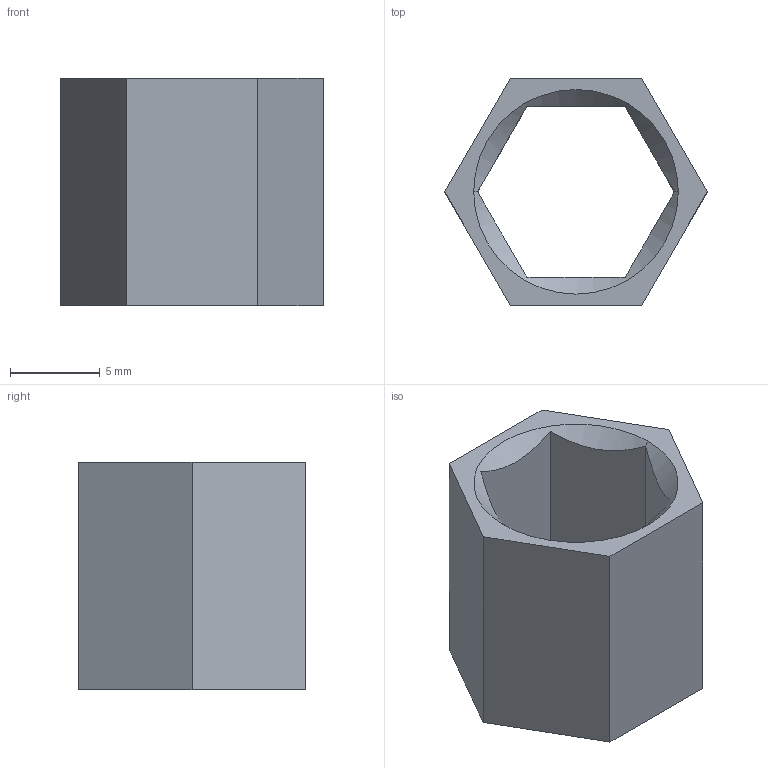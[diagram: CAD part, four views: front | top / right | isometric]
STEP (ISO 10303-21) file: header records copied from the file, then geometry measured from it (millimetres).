
FILE_DESCRIPTION (( 'STEP AP214' ), '1' );
FILE_NAME ('am-3832_short 375H to 500H Adapter 500 long.STEP', '2020-10-28T15:12:23', ( '' ), ( '' ), 'SwSTEP 2.0', 'SolidWorks 2019', '' );
FILE_SCHEMA (( 'AUTOMOTIVE_DESIGN' ));
Length unit declared in the file: inch
Products named in the file (1): am-3832_short 375H to 500H Adapter 500 long
Bounding box: 14.66 x 12.7 x 12.7 mm (x, y, z)
Volume: 757.8 mm3; surface area: 1073.7 mm2
Topology: 1 solids, 1 shells, 18 faces, 44 edges, 28 vertices
Faces by surface type: plane 14, cone 4
Entity records: 680 total; most frequent: CARTESIAN_POINT 231, ORIENTED_EDGE 88, DIRECTION 74, EDGE_CURVE 44, VECTOR 28, LINE 28, VERTEX_POINT 28, AXIS2_PLACEMENT_3D 23
